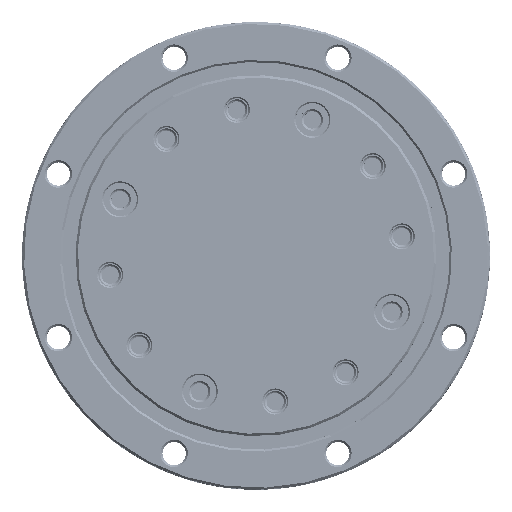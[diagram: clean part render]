
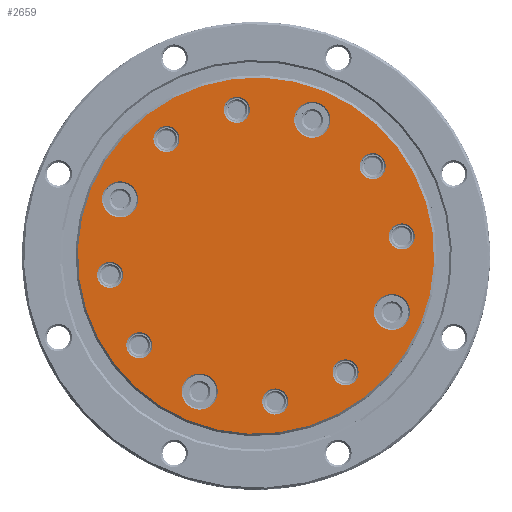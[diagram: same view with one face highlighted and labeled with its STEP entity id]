
A CAD part, top view. The second image highlights one B-rep face of the part: STEP entity #2659.
In plain terms, the highlighted planar face has unit normal (0, 0, 1).
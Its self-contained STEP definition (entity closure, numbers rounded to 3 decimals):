
#2659=ADVANCED_FACE('',(#4900,#4901,#4902,#4903,#4904,#4905,#4906,#4907,
#4908,#4909,#4910,#4911,#4912),#3381,.T.);
#3381=PLANE('',#13485);
#4900=FACE_BOUND('',#5724,.T.);
#4901=FACE_BOUND('',#5725,.T.);
#4902=FACE_BOUND('',#5726,.T.);
#4903=FACE_BOUND('',#5727,.T.);
#4904=FACE_BOUND('',#5728,.T.);
#4905=FACE_BOUND('',#5729,.T.);
#4906=FACE_BOUND('',#5730,.T.);
#4907=FACE_BOUND('',#5731,.T.);
#4908=FACE_BOUND('',#5732,.T.);
#4909=FACE_BOUND('',#5733,.T.);
#4910=FACE_BOUND('',#5734,.T.);
#4911=FACE_BOUND('',#5735,.T.);
#4912=FACE_BOUND('',#5736,.T.);
#5724=EDGE_LOOP('',(#7033));
#5725=EDGE_LOOP('',(#7034));
#5726=EDGE_LOOP('',(#7035));
#5727=EDGE_LOOP('',(#7036));
#5728=EDGE_LOOP('',(#7037));
#5729=EDGE_LOOP('',(#7038));
#5730=EDGE_LOOP('',(#7039));
#5731=EDGE_LOOP('',(#7040));
#5732=EDGE_LOOP('',(#7041));
#5733=EDGE_LOOP('',(#7042));
#5734=EDGE_LOOP('',(#7043));
#5735=EDGE_LOOP('',(#7044));
#5736=EDGE_LOOP('',(#7045));
#7033=ORIENTED_EDGE('',*,*,#11245,.T.);
#7034=ORIENTED_EDGE('',*,*,#11246,.T.);
#7035=ORIENTED_EDGE('',*,*,#11247,.T.);
#7036=ORIENTED_EDGE('',*,*,#11248,.T.);
#7037=ORIENTED_EDGE('',*,*,#11249,.T.);
#7038=ORIENTED_EDGE('',*,*,#11250,.T.);
#7039=ORIENTED_EDGE('',*,*,#11251,.T.);
#7040=ORIENTED_EDGE('',*,*,#11252,.T.);
#7041=ORIENTED_EDGE('',*,*,#11253,.T.);
#7042=ORIENTED_EDGE('',*,*,#11254,.T.);
#7043=ORIENTED_EDGE('',*,*,#11255,.T.);
#7044=ORIENTED_EDGE('',*,*,#11256,.T.);
#7045=ORIENTED_EDGE('',*,*,#11257,.T.);
#10032=VERTEX_POINT('',#24828);
#10033=VERTEX_POINT('',#24830);
#10034=VERTEX_POINT('',#24832);
#10035=VERTEX_POINT('',#24834);
#10036=VERTEX_POINT('',#24836);
#10037=VERTEX_POINT('',#24838);
#10038=VERTEX_POINT('',#24840);
#10039=VERTEX_POINT('',#24842);
#10040=VERTEX_POINT('',#24844);
#10041=VERTEX_POINT('',#24846);
#10042=VERTEX_POINT('',#24848);
#10043=VERTEX_POINT('',#24850);
#10044=VERTEX_POINT('',#24852);
#11245=EDGE_CURVE('',#10032,#10032,#12762,.T.);
#11246=EDGE_CURVE('',#10033,#10033,#12763,.T.);
#11247=EDGE_CURVE('',#10034,#10034,#12764,.T.);
#11248=EDGE_CURVE('',#10035,#10035,#12765,.T.);
#11249=EDGE_CURVE('',#10036,#10036,#12766,.T.);
#11250=EDGE_CURVE('',#10037,#10037,#12767,.T.);
#11251=EDGE_CURVE('',#10038,#10038,#12768,.T.);
#11252=EDGE_CURVE('',#10039,#10039,#12769,.T.);
#11253=EDGE_CURVE('',#10040,#10040,#12770,.T.);
#11254=EDGE_CURVE('',#10041,#10041,#12771,.T.);
#11255=EDGE_CURVE('',#10042,#10042,#12772,.T.);
#11256=EDGE_CURVE('',#10043,#10043,#12773,.T.);
#11257=EDGE_CURVE('',#10044,#10044,#12774,.T.);
#12762=CIRCLE('',#13472,26.65);
#12763=CIRCLE('',#13473,2.7);
#12764=CIRCLE('',#13474,2.7);
#12765=CIRCLE('',#13475,1.95);
#12766=CIRCLE('',#13476,1.95);
#12767=CIRCLE('',#13477,1.95);
#12768=CIRCLE('',#13478,1.95);
#12769=CIRCLE('',#13479,1.95);
#12770=CIRCLE('',#13480,1.95);
#12771=CIRCLE('',#13481,2.7);
#12772=CIRCLE('',#13482,1.95);
#12773=CIRCLE('',#13483,1.95);
#12774=CIRCLE('',#13484,2.7);
#13472=AXIS2_PLACEMENT_3D('',#24827,#14965,#14966);
#13473=AXIS2_PLACEMENT_3D('',#24829,#14967,#14968);
#13474=AXIS2_PLACEMENT_3D('',#24831,#14969,#14970);
#13475=AXIS2_PLACEMENT_3D('',#24833,#14971,#14972);
#13476=AXIS2_PLACEMENT_3D('',#24835,#14973,#14974);
#13477=AXIS2_PLACEMENT_3D('',#24837,#14975,#14976);
#13478=AXIS2_PLACEMENT_3D('',#24839,#14977,#14978);
#13479=AXIS2_PLACEMENT_3D('',#24841,#14979,#14980);
#13480=AXIS2_PLACEMENT_3D('',#24843,#14981,#14982);
#13481=AXIS2_PLACEMENT_3D('',#24845,#14983,#14984);
#13482=AXIS2_PLACEMENT_3D('',#24847,#14985,#14986);
#13483=AXIS2_PLACEMENT_3D('',#24849,#14987,#14988);
#13484=AXIS2_PLACEMENT_3D('',#24851,#14989,#14990);
#13485=AXIS2_PLACEMENT_3D('',#24853,#14991,#14992);
#14965=DIRECTION('',(0.,0.,1.));
#14966=DIRECTION('',(1.,0.,0.));
#14967=DIRECTION('',(0.,0.,-1.));
#14968=DIRECTION('',(1.,0.,0.));
#14969=DIRECTION('',(0.,0.,-1.));
#14970=DIRECTION('',(1.,0.,0.));
#14971=DIRECTION('',(0.,0.,-1.));
#14972=DIRECTION('',(1.,0.,0.));
#14973=DIRECTION('',(0.,0.,-1.));
#14974=DIRECTION('',(1.,0.,0.));
#14975=DIRECTION('',(0.,0.,-1.));
#14976=DIRECTION('',(1.,0.,0.));
#14977=DIRECTION('',(0.,0.,-1.));
#14978=DIRECTION('',(1.,0.,0.));
#14979=DIRECTION('',(0.,0.,-1.));
#14980=DIRECTION('',(1.,0.,0.));
#14981=DIRECTION('',(0.,0.,-1.));
#14982=DIRECTION('',(1.,0.,0.));
#14983=DIRECTION('',(0.,0.,-1.));
#14984=DIRECTION('',(1.,0.,0.));
#14985=DIRECTION('',(0.,0.,-1.));
#14986=DIRECTION('',(1.,0.,0.));
#14987=DIRECTION('',(0.,0.,-1.));
#14988=DIRECTION('',(1.,0.,0.));
#14989=DIRECTION('',(0.,0.,-1.));
#14990=DIRECTION('',(1.,0.,0.));
#14991=DIRECTION('',(0.,0.,1.));
#14992=DIRECTION('',(-1.,0.,0.));
#24827=CARTESIAN_POINT('',(0.,0.,7.));
#24828=CARTESIAN_POINT('',(26.65,0.,7.));
#24829=CARTESIAN_POINT('',(0.,-22.,7.));
#24830=CARTESIAN_POINT('',(2.7,-22.,7.));
#24831=CARTESIAN_POINT('',(22.,0.,7.));
#24832=CARTESIAN_POINT('',(24.7,0.,7.));
#24833=CARTESIAN_POINT('',(11.,19.053,7.));
#24834=CARTESIAN_POINT('',(12.95,19.053,7.));
#24835=CARTESIAN_POINT('',(19.053,11.,7.));
#24836=CARTESIAN_POINT('',(21.003,11.,7.));
#24837=CARTESIAN_POINT('',(19.053,-11.,7.));
#24838=CARTESIAN_POINT('',(21.003,-11.,7.));
#24839=CARTESIAN_POINT('',(11.,-19.053,7.));
#24840=CARTESIAN_POINT('',(12.95,-19.053,7.));
#24841=CARTESIAN_POINT('',(-11.,-19.053,7.));
#24842=CARTESIAN_POINT('',(-9.05,-19.053,7.));
#24843=CARTESIAN_POINT('',(-19.053,-11.,7.));
#24844=CARTESIAN_POINT('',(-17.103,-11.,7.));
#24845=CARTESIAN_POINT('',(-22.,0.,7.));
#24846=CARTESIAN_POINT('',(-19.3,0.,7.));
#24847=CARTESIAN_POINT('',(-19.053,11.,7.));
#24848=CARTESIAN_POINT('',(-17.103,11.,7.));
#24849=CARTESIAN_POINT('',(-11.,19.053,7.));
#24850=CARTESIAN_POINT('',(-9.05,19.053,7.));
#24851=CARTESIAN_POINT('',(0.,22.,7.));
#24852=CARTESIAN_POINT('',(2.7,22.,7.));
#24853=CARTESIAN_POINT('',(0.,0.,7.));
